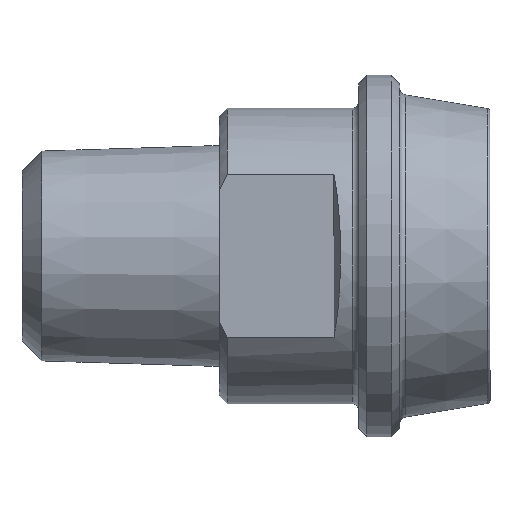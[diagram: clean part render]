
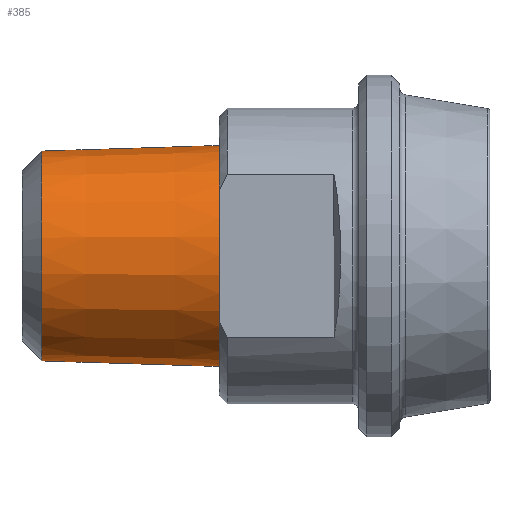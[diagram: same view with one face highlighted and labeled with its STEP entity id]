
A CAD part, top view. The second image highlights one B-rep face of the part: STEP entity #385.
In plain terms, the highlighted conical face has half-angle 1.8 degrees and reference radius 6.539 mm.
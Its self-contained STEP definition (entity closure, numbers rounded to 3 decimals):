
#30=CONICAL_SURFACE('',#461,6.539,0.031);
#38=CIRCLE('',#423,6.727);
#60=CIRCLE('',#459,6.388);
#61=CIRCLE('',#460,6.388);
#91=FACE_OUTER_BOUND('',#119,.T.);
#119=EDGE_LOOP('',(#349,#350,#351,#352,#353));
#136=LINE('',#714,#153);
#153=VECTOR('',#592,6.539);
#171=VERTEX_POINT('',#647);
#190=VERTEX_POINT('',#708);
#191=VERTEX_POINT('',#709);
#214=EDGE_CURVE('',#171,#171,#38,.T.);
#242=EDGE_CURVE('',#190,#191,#60,.T.);
#243=EDGE_CURVE('',#191,#190,#61,.T.);
#245=EDGE_CURVE('',#171,#191,#136,.T.);
#349=ORIENTED_EDGE('',*,*,#214,.F.);
#350=ORIENTED_EDGE('',*,*,#245,.T.);
#351=ORIENTED_EDGE('',*,*,#242,.F.);
#352=ORIENTED_EDGE('',*,*,#243,.F.);
#353=ORIENTED_EDGE('',*,*,#245,.F.);
#385=ADVANCED_FACE('',(#91),#30,.T.);
#423=AXIS2_PLACEMENT_3D('',#648,#507,#508);
#459=AXIS2_PLACEMENT_3D('',#710,#585,#586);
#460=AXIS2_PLACEMENT_3D('',#711,#587,#588);
#461=AXIS2_PLACEMENT_3D('',#713,#590,#591);
#507=DIRECTION('center_axis',(1.,0.,0.));
#508=DIRECTION('ref_axis',(0.,0.,-1.));
#585=DIRECTION('center_axis',(-1.,0.,0.));
#586=DIRECTION('ref_axis',(0.,-1.,0.));
#587=DIRECTION('center_axis',(-1.,0.,0.));
#588=DIRECTION('ref_axis',(0.,-1.,0.));
#590=DIRECTION('center_axis',(1.,0.,0.));
#591=DIRECTION('ref_axis',(0.,1.,0.));
#592=DIRECTION('',(-1.,0.031,0.));
#647=CARTESIAN_POINT('',(-16.5,-6.727,0.));
#648=CARTESIAN_POINT('Origin',(-16.5,0.,0.));
#708=CARTESIAN_POINT('',(-27.301,6.388,0.));
#709=CARTESIAN_POINT('',(-27.301,-6.388,0.));
#710=CARTESIAN_POINT('Origin',(-27.301,0.,
0.));
#711=CARTESIAN_POINT('Origin',(-27.301,0.,
0.));
#713=CARTESIAN_POINT('Origin',(-22.5,0.,0.));
#714=CARTESIAN_POINT('',(-22.5,-6.539,0.));
